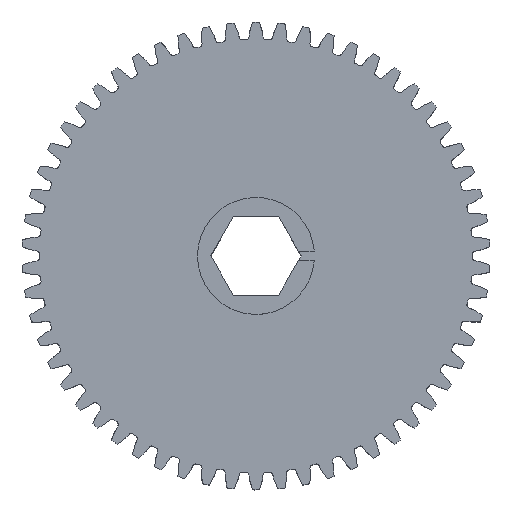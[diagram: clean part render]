
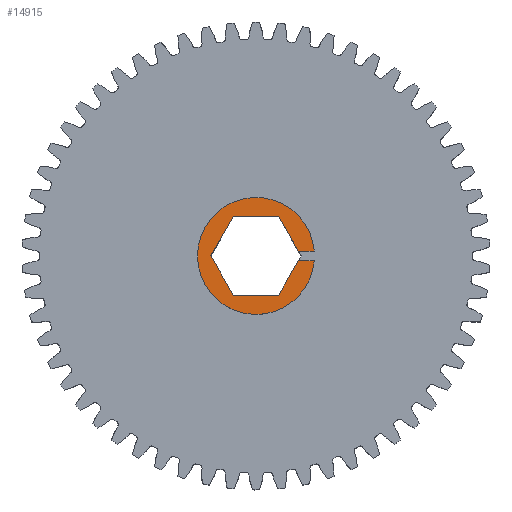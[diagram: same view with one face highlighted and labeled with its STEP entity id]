
A CAD part, top view. The second image highlights one B-rep face of the part: STEP entity #14915.
In plain terms, the highlighted planar face has unit normal (0, 0, 1).
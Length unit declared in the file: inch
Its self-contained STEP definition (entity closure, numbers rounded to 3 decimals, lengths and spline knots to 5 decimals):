
#187 = VERTEX_POINT ( 'NONE', #10524 ) ;
#198 = ORIENTED_EDGE ( 'NONE', *, *, #2461, .T. ) ;
#420 = VECTOR ( 'NONE', #2455, 39.37008 ) ;
#434 = EDGE_LOOP ( 'NONE', ( #3640, #198, #8751, #8664, #832, #9423, #6156, #458, #3457, #17186 ) ) ;
#458 = ORIENTED_EDGE ( 'NONE', *, *, #4239, .F. ) ;
#832 = ORIENTED_EDGE ( 'NONE', *, *, #9202, .F. ) ;
#993 = CIRCLE ( 'NONE', #18298, 0.375 ) ;
#1020 = VECTOR ( 'NONE', #3004, 39.37008 ) ;
#1575 = VERTEX_POINT ( 'NONE', #17341 ) ;
#1629 = CARTESIAN_POINT ( 'NONE',  ( 0., 0., 0.249 ) ) ;
#2280 = DIRECTION ( 'NONE',  ( 1., 0., 0. ) ) ;
#2455 = DIRECTION ( 'NONE',  ( -0.5, -0.866, 0. ) ) ;
#2461 = EDGE_CURVE ( 'NONE', #10152, #8786, #993, .T. ) ;
#2863 = CARTESIAN_POINT ( 'NONE',  ( -0.28983, 0., 0.249 ) ) ;
#2953 = DIRECTION ( 'NONE',  ( 0.5, -0.866, 0. ) ) ;
#3004 = DIRECTION ( 'NONE',  ( -1., 0., 0. ) ) ;
#3104 = DIRECTION ( 'NONE',  ( 1., 0., 0. ) ) ;
#3126 = DIRECTION ( 'NONE',  ( 1., 0., 0. ) ) ;
#3457 = ORIENTED_EDGE ( 'NONE', *, *, #10247, .F. ) ;
#3640 = ORIENTED_EDGE ( 'NONE', *, *, #7707, .F. ) ;
#3931 = CARTESIAN_POINT ( 'NONE',  ( 0.14491, -0.251, 0.249 ) ) ;
#4051 = CARTESIAN_POINT ( 'NONE',  ( -0.14491, 0.251, 0.249 ) ) ;
#4072 = AXIS2_PLACEMENT_3D ( 'NONE', #1629, #11550, #3126 ) ;
#4109 = VERTEX_POINT ( 'NONE', #7322 ) ;
#4239 = EDGE_CURVE ( 'NONE', #12607, #1575, #12733, .T. ) ;
#4745 = LINE ( 'NONE', #16333, #13006 ) ;
#4756 = CARTESIAN_POINT ( 'NONE',  ( 0.14491, -0.251, 0.249 ) ) ;
#4934 = CARTESIAN_POINT ( 'NONE',  ( 0.28983, 0., 0.249 ) ) ;
#5115 = CARTESIAN_POINT ( 'NONE',  ( 0.14491, 0.251, 0.249 ) ) ;
#5250 = CARTESIAN_POINT ( 'NONE',  ( 0.27179, -0.03125, 0.249 ) ) ;
#5870 = EDGE_CURVE ( 'NONE', #187, #14165, #10794, .T. ) ;
#5901 = DIRECTION ( 'NONE',  ( 0., 0., 1. ) ) ;
#6156 = ORIENTED_EDGE ( 'NONE', *, *, #13129, .F. ) ;
#6525 = VERTEX_POINT ( 'NONE', #5250 ) ;
#6736 = CARTESIAN_POINT ( 'NONE',  ( 0.27179, 0.03125, 0.249 ) ) ;
#6768 = DIRECTION ( 'NONE',  ( 1., 0., 0. ) ) ;
#7157 = LINE ( 'NONE', #2863, #11792 ) ;
#7301 = CARTESIAN_POINT ( 'NONE',  ( 0.17051, 0.03125, 0.249 ) ) ;
#7322 = CARTESIAN_POINT ( 'NONE',  ( 0.14491, 0.251, 0.249 ) ) ;
#7707 = EDGE_CURVE ( 'NONE', #10152, #17844, #8615, .T. ) ;
#7726 = CARTESIAN_POINT ( 'NONE',  ( 0.3737, 0.03125, 0.249 ) ) ;
#8486 = VECTOR ( 'NONE', #12236, 39.37008 ) ;
#8615 = LINE ( 'NONE', #7301, #1020 ) ;
#8664 = ORIENTED_EDGE ( 'NONE', *, *, #16102, .F. ) ;
#8714 = CARTESIAN_POINT ( 'NONE',  ( 0., 0., 0.249 ) ) ;
#8751 = ORIENTED_EDGE ( 'NONE', *, *, #14502, .T. ) ;
#8786 = VERTEX_POINT ( 'NONE', #10210 ) ;
#9145 = DIRECTION ( 'NONE',  ( 1., 0., 0. ) ) ;
#9202 = EDGE_CURVE ( 'NONE', #14165, #6525, #17837, .T. ) ;
#9423 = ORIENTED_EDGE ( 'NONE', *, *, #5870, .F. ) ;
#9512 = CARTESIAN_POINT ( 'NONE',  ( -0.14491, 0.251, 0.249 ) ) ;
#9744 = AXIS2_PLACEMENT_3D ( 'NONE', #11170, #10987, #6768 ) ;
#9921 = CARTESIAN_POINT ( 'NONE',  ( 0.3737, -0.03125, 0.249 ) ) ;
#10152 = VERTEX_POINT ( 'NONE', #7726 ) ;
#10210 = CARTESIAN_POINT ( 'NONE',  ( -0.375, 0., 0.249 ) ) ;
#10247 = EDGE_CURVE ( 'NONE', #4109, #12607, #17911, .T. ) ;
#10361 = DIRECTION ( 'NONE',  ( -0.5, 0.866, 0. ) ) ;
#10524 = CARTESIAN_POINT ( 'NONE',  ( -0.14491, -0.251, 0.249 ) ) ;
#10794 = LINE ( 'NONE', #16479, #12940 ) ;
#10825 = DIRECTION ( 'NONE',  ( -1., 0., 0. ) ) ;
#10987 = DIRECTION ( 'NONE',  ( 0., 0., 1. ) ) ;
#11170 = CARTESIAN_POINT ( 'NONE',  ( 0., 0., 0.249 ) ) ;
#11550 = DIRECTION ( 'NONE',  ( 0., 0., 1. ) ) ;
#11792 = VECTOR ( 'NONE', #2953, 39.37008 ) ;
#12009 = VERTEX_POINT ( 'NONE', #9921 ) ;
#12236 = DIRECTION ( 'NONE',  ( 0.5, 0.866, 0. ) ) ;
#12607 = VERTEX_POINT ( 'NONE', #9512 ) ;
#12733 = LINE ( 'NONE', #4051, #420 ) ;
#12940 = VECTOR ( 'NONE', #2280, 39.37008 ) ;
#13006 = VECTOR ( 'NONE', #9145, 39.37008 ) ;
#13129 = EDGE_CURVE ( 'NONE', #1575, #187, #7157, .T. ) ;
#13298 = CIRCLE ( 'NONE', #4072, 0.375 ) ;
#13343 = LINE ( 'NONE', #4934, #15404 ) ;
#14165 = VERTEX_POINT ( 'NONE', #3931 ) ;
#14502 = EDGE_CURVE ( 'NONE', #8786, #12009, #13298, .T. ) ;
#14915 = ADVANCED_FACE ( 'NONE', ( #15365 ), #16858, .T. ) ;
#15365 = FACE_OUTER_BOUND ( 'NONE', #434, .T. ) ;
#15404 = VECTOR ( 'NONE', #10361, 39.37008 ) ;
#16102 = EDGE_CURVE ( 'NONE', #6525, #12009, #4745, .T. ) ;
#16211 = EDGE_CURVE ( 'NONE', #17844, #4109, #13343, .T. ) ;
#16333 = CARTESIAN_POINT ( 'NONE',  ( 0.17051, -0.03125, 0.249 ) ) ;
#16479 = CARTESIAN_POINT ( 'NONE',  ( -0.14491, -0.251, 0.249 ) ) ;
#16858 = PLANE ( 'NONE',  #9744 ) ;
#17186 = ORIENTED_EDGE ( 'NONE', *, *, #16211, .F. ) ;
#17341 = CARTESIAN_POINT ( 'NONE',  ( -0.28983, 0., 0.249 ) ) ;
#17737 = VECTOR ( 'NONE', #10825, 39.37008 ) ;
#17837 = LINE ( 'NONE', #4756, #8486 ) ;
#17844 = VERTEX_POINT ( 'NONE', #6736 ) ;
#17911 = LINE ( 'NONE', #5115, #17737 ) ;
#18298 = AXIS2_PLACEMENT_3D ( 'NONE', #8714, #5901, #3104 ) ;
